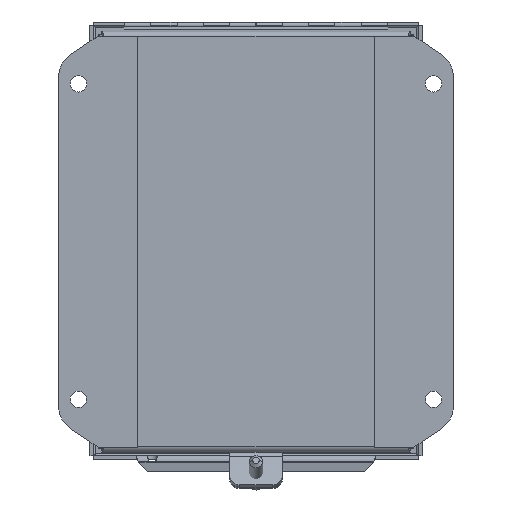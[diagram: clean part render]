
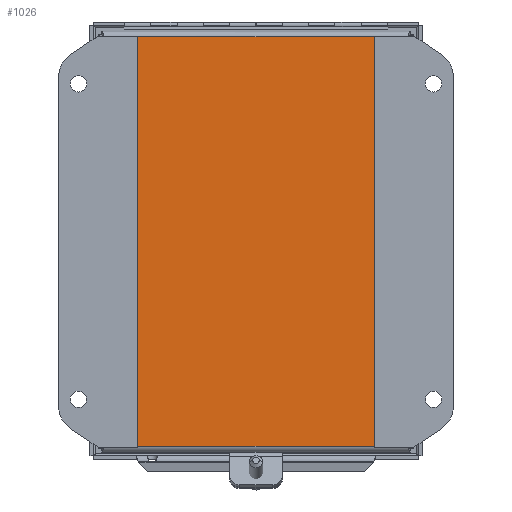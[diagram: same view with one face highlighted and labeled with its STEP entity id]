
A CAD part, left-side view. The second image highlights one B-rep face of the part: STEP entity #1026.
In plain terms, the highlighted face is planar.
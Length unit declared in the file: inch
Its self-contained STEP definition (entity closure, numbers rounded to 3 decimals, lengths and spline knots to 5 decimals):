
#540 = ORIENTED_EDGE ( 'NONE', *, *, #24567, .F. ) ;
#1026 = ADVANCED_FACE ( 'NONE', ( #20776 ), #23850, .F. ) ;
#3293 = CARTESIAN_POINT ( 'NONE',  ( -4., 0., -2.892 ) ) ;
#4225 = CARTESIAN_POINT ( 'NONE',  ( -3.892, 0., 2.892 ) ) ;
#4478 = VECTOR ( 'NONE', #5598, 39.37008 ) ;
#4681 = LINE ( 'NONE', #25562, #23325 ) ;
#5598 = DIRECTION ( 'NONE',  ( 0., 0., -1. ) ) ;
#5698 = CARTESIAN_POINT ( 'NONE',  ( -3.892, 0., -3. ) ) ;
#6722 = VECTOR ( 'NONE', #14734, 39.37008 ) ;
#7586 = CARTESIAN_POINT ( 'NONE',  ( -4., 0., -3. ) ) ;
#7783 = ORIENTED_EDGE ( 'NONE', *, *, #9211, .F. ) ;
#7790 = DIRECTION ( 'NONE',  ( 0., 0., -1. ) ) ;
#9211 = EDGE_CURVE ( 'NONE', #10241, #29255, #27932, .T. ) ;
#10241 = VERTEX_POINT ( 'NONE', #4225 ) ;
#12315 = CARTESIAN_POINT ( 'NONE',  ( -3.892, 0., -2.892 ) ) ;
#13503 = ORIENTED_EDGE ( 'NONE', *, *, #28444, .F. ) ;
#14734 = DIRECTION ( 'NONE',  ( 1., 0., 0. ) ) ;
#15879 = DIRECTION ( 'NONE',  ( -1., 0., 0. ) ) ;
#17369 = CARTESIAN_POINT ( 'NONE',  ( 3.892, 0., -2.892 ) ) ;
#19506 = VERTEX_POINT ( 'NONE', #28818 ) ;
#20776 = FACE_OUTER_BOUND ( 'NONE', #25656, .T. ) ;
#21207 = DIRECTION ( 'NONE',  ( 0., 0., 1. ) ) ;
#22874 = ORIENTED_EDGE ( 'NONE', *, *, #27256, .F. ) ;
#23325 = VECTOR ( 'NONE', #21207, 39.37008 ) ;
#23850 = PLANE ( 'NONE',  #26457 ) ;
#24365 = DIRECTION ( 'NONE',  ( 0., -1., 0. ) ) ;
#24567 = EDGE_CURVE ( 'NONE', #27315, #19506, #4681, .T. ) ;
#25562 = CARTESIAN_POINT ( 'NONE',  ( 3.892, 0., -3. ) ) ;
#25656 = EDGE_LOOP ( 'NONE', ( #22874, #7783, #13503, #540 ) ) ;
#26457 = AXIS2_PLACEMENT_3D ( 'NONE', #7586, #24365, #7790 ) ;
#27256 = EDGE_CURVE ( 'NONE', #29255, #27315, #27263, .T. ) ;
#27263 = LINE ( 'NONE', #3293, #6722 ) ;
#27315 = VERTEX_POINT ( 'NONE', #17369 ) ;
#27514 = LINE ( 'NONE', #30379, #30053 ) ;
#27932 = LINE ( 'NONE', #5698, #4478 ) ;
#28444 = EDGE_CURVE ( 'NONE', #19506, #10241, #27514, .T. ) ;
#28818 = CARTESIAN_POINT ( 'NONE',  ( 3.892, 0., 2.892 ) ) ;
#29255 = VERTEX_POINT ( 'NONE', #12315 ) ;
#30053 = VECTOR ( 'NONE', #15879, 39.37008 ) ;
#30379 = CARTESIAN_POINT ( 'NONE',  ( -4., 0., 2.892 ) ) ;
